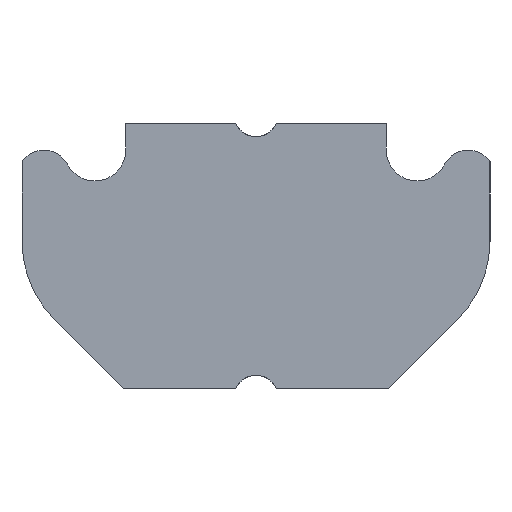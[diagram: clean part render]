
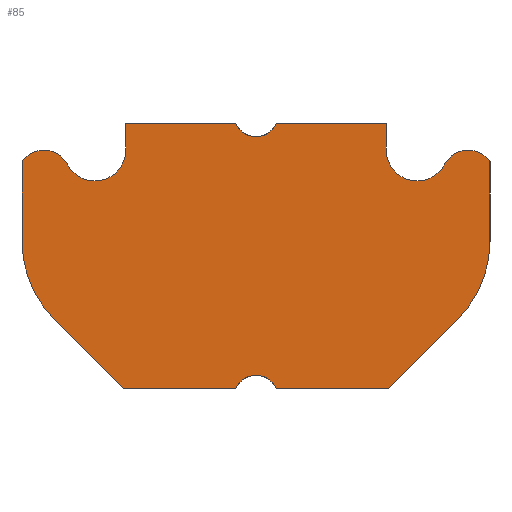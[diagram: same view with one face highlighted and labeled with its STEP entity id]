
A CAD part, left-side view. The second image highlights one B-rep face of the part: STEP entity #85.
In plain terms, the highlighted planar face has unit normal (-1, 0, 0).
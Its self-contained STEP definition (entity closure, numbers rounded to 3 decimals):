
#85 = ADVANCED_FACE( '', ( #151 ), #152, .T. );
#151 = FACE_OUTER_BOUND( '', #219, .T. );
#152 = PLANE( '', #220 );
#219 = EDGE_LOOP( '', ( #414, #415, #416, #417, #418, #419, #420, #421, #422, #423, #424, #425, #426, #427, #428, #429, #430, #431, #432 ) );
#220 = AXIS2_PLACEMENT_3D( '', #433, #434, #435 );
#414 = ORIENTED_EDGE( '', *, *, #645, .T. );
#415 = ORIENTED_EDGE( '', *, *, #615, .T. );
#416 = ORIENTED_EDGE( '', *, *, #654, .T. );
#417 = ORIENTED_EDGE( '', *, *, #647, .T. );
#418 = ORIENTED_EDGE( '', *, *, #600, .F. );
#419 = ORIENTED_EDGE( '', *, *, #652, .T. );
#420 = ORIENTED_EDGE( '', *, *, #653, .T. );
#421 = ORIENTED_EDGE( '', *, *, #633, .T. );
#422 = ORIENTED_EDGE( '', *, *, #638, .T. );
#423 = ORIENTED_EDGE( '', *, *, #636, .T. );
#424 = ORIENTED_EDGE( '', *, *, #655, .T. );
#425 = ORIENTED_EDGE( '', *, *, #641, .F. );
#426 = ORIENTED_EDGE( '', *, *, #656, .T. );
#427 = ORIENTED_EDGE( '', *, *, #643, .T. );
#428 = ORIENTED_EDGE( '', *, *, #657, .F. );
#429 = ORIENTED_EDGE( '', *, *, #608, .T. );
#430 = ORIENTED_EDGE( '', *, *, #658, .T. );
#431 = ORIENTED_EDGE( '', *, *, #659, .F. );
#432 = ORIENTED_EDGE( '', *, *, #660, .F. );
#433 = CARTESIAN_POINT( '', ( 0., -5.3, 3. ) );
#434 = DIRECTION( '', ( -1., 0., 0. ) );
#435 = DIRECTION( '', ( 0., -1., 0. ) );
#600 = EDGE_CURVE( '', #689, #687, #691, .T. );
#608 = EDGE_CURVE( '', #704, #702, #705, .T. );
#615 = EDGE_CURVE( '', #716, #714, #717, .T. );
#633 = EDGE_CURVE( '', #748, #746, #749, .T. );
#636 = EDGE_CURVE( '', #753, #751, #754, .T. );
#638 = EDGE_CURVE( '', #746, #753, #756, .T. );
#641 = EDGE_CURVE( '', #759, #757, #761, .T. );
#643 = EDGE_CURVE( '', #764, #762, #765, .T. );
#645 = EDGE_CURVE( '', #767, #716, #768, .T. );
#647 = EDGE_CURVE( '', #770, #687, #771, .T. );
#652 = EDGE_CURVE( '', #689, #775, #777, .T. );
#653 = EDGE_CURVE( '', #775, #748, #778, .T. );
#654 = EDGE_CURVE( '', #714, #770, #779, .T. );
#655 = EDGE_CURVE( '', #751, #757, #780, .T. );
#656 = EDGE_CURVE( '', #759, #764, #781, .T. );
#657 = EDGE_CURVE( '', #704, #762, #782, .T. );
#658 = EDGE_CURVE( '', #702, #783, #784, .T. );
#659 = EDGE_CURVE( '', #785, #783, #786, .T. );
#660 = EDGE_CURVE( '', #767, #785, #787, .T. );
#687 = VERTEX_POINT( '', #790 );
#689 = VERTEX_POINT( '', #793 );
#691 = CIRCLE( '', #796, 0.5 );
#702 = VERTEX_POINT( '', #812 );
#704 = VERTEX_POINT( '', #815 );
#705 = LINE( '', #816, #817 );
#714 = VERTEX_POINT( '', #829 );
#716 = VERTEX_POINT( '', #832 );
#717 = CIRCLE( '', #833, 2.5 );
#746 = VERTEX_POINT( '', #873 );
#748 = VERTEX_POINT( '', #876 );
#749 = CIRCLE( '', #877, 2.5 );
#751 = VERTEX_POINT( '', #880 );
#753 = VERTEX_POINT( '', #883 );
#754 = LINE( '', #884, #885 );
#756 = LINE( '', #888, #889 );
#757 = VERTEX_POINT( '', #890 );
#759 = VERTEX_POINT( '', #893 );
#761 = CIRCLE( '', #896, 0.7 );
#762 = VERTEX_POINT( '', #897 );
#764 = VERTEX_POINT( '', #900 );
#765 = LINE( '', #901, #902 );
#767 = VERTEX_POINT( '', #905 );
#768 = LINE( '', #906, #907 );
#770 = VERTEX_POINT( '', #910 );
#771 = LINE( '', #911, #912 );
#775 = VERTEX_POINT( '', #919 );
#777 = LINE( '', #922, #923 );
#778 = LINE( '', #924, #925 );
#779 = LINE( '', #926, #927 );
#780 = CIRCLE( '', #928, 0.6 );
#781 = LINE( '', #929, #930 );
#782 = CIRCLE( '', #931, 0.5 );
#783 = VERTEX_POINT( '', #932 );
#784 = LINE( '', #933, #934 );
#785 = VERTEX_POINT( '', #935 );
#786 = CIRCLE( '', #936, 0.7 );
#787 = CIRCLE( '', #937, 0.6 );
#790 = CARTESIAN_POINT( '', ( 0., 0.458, -3. ) );
#793 = CARTESIAN_POINT( '', ( 0., -0.458, -3. ) );
#796 = AXIS2_PLACEMENT_3D( '', #944, #945, #946 );
#812 = CARTESIAN_POINT( '', ( 0., 2.95, 3. ) );
#815 = CARTESIAN_POINT( '', ( 0., 0.458, 3. ) );
#816 = CARTESIAN_POINT( '', ( 0., -5.3, 3. ) );
#817 = VECTOR( '', #956, 1000. );
#829 = CARTESIAN_POINT( '', ( 0., 4.568, -1.432 ) );
#832 = CARTESIAN_POINT( '', ( 0., 5.3, 0.336 ) );
#833 = AXIS2_PLACEMENT_3D( '', #967, #968, #969 );
#873 = CARTESIAN_POINT( '', ( 0., -5.3, 0.336 ) );
#876 = CARTESIAN_POINT( '', ( 0., -4.568, -1.432 ) );
#877 = AXIS2_PLACEMENT_3D( '', #997, #998, #999 );
#880 = CARTESIAN_POINT( '', ( 0., -5.3, 2.132 ) );
#883 = CARTESIAN_POINT( '', ( 0., -5.3, 2.132 ) );
#884 = CARTESIAN_POINT( '', ( 0., -5.3, 2.132 ) );
#885 = VECTOR( '', #1002, 1000. );
#888 = CARTESIAN_POINT( '', ( 0., -5.3, -3. ) );
#889 = VECTOR( '', #1004, 1000. );
#890 = CARTESIAN_POINT( '', ( 0., -4.289, 2.115 ) );
#893 = CARTESIAN_POINT( '', ( 0., -2.95, 2.4 ) );
#896 = AXIS2_PLACEMENT_3D( '', #1007, #1008, #1009 );
#897 = CARTESIAN_POINT( '', ( 0., -0.458, 3. ) );
#900 = CARTESIAN_POINT( '', ( 0., -2.95, 3. ) );
#901 = CARTESIAN_POINT( '', ( 0., -5.3, 3. ) );
#902 = VECTOR( '', #1011, 1000. );
#905 = CARTESIAN_POINT( '', ( 0., 5.3, 2.132 ) );
#906 = CARTESIAN_POINT( '', ( 0., 5.3, 3. ) );
#907 = VECTOR( '', #1013, 1000. );
#910 = CARTESIAN_POINT( '', ( 0., 3., -3. ) );
#911 = CARTESIAN_POINT( '', ( 0., 5.3, -3. ) );
#912 = VECTOR( '', #1015, 1000. );
#919 = CARTESIAN_POINT( '', ( 0., -3., -3. ) );
#922 = CARTESIAN_POINT( '', ( 0., 5.3, -3. ) );
#923 = VECTOR( '', #1020, 1000. );
#924 = CARTESIAN_POINT( '', ( 0., -3., -3. ) );
#925 = VECTOR( '', #1021, 1000. );
#926 = CARTESIAN_POINT( '', ( 0., 1.85, -4.15 ) );
#927 = VECTOR( '', #1022, 1000. );
#928 = AXIS2_PLACEMENT_3D( '', #1023, #1024, #1025 );
#929 = CARTESIAN_POINT( '', ( 0., -2.95, 4.001 ) );
#930 = VECTOR( '', #1026, 1000. );
#931 = AXIS2_PLACEMENT_3D( '', #1027, #1028, #1029 );
#932 = CARTESIAN_POINT( '', ( 0., 2.95, 2.4 ) );
#933 = CARTESIAN_POINT( '', ( 0., 2.95, 2.4 ) );
#934 = VECTOR( '', #1030, 1000. );
#935 = CARTESIAN_POINT( '', ( 0., 4.289, 2.115 ) );
#936 = AXIS2_PLACEMENT_3D( '', #1031, #1032, #1033 );
#937 = AXIS2_PLACEMENT_3D( '', #1034, #1035, #1036 );
#944 = CARTESIAN_POINT( '', ( 0., 0., -3.2 ) );
#945 = DIRECTION( '', ( -1., 0., 0. ) );
#946 = DIRECTION( '', ( 0., -1., 0. ) );
#956 = DIRECTION( '', ( 0., 1., 0. ) );
#967 = CARTESIAN_POINT( '', ( 0., 2.8, 0.336 ) );
#968 = DIRECTION( '', ( -1., 0., 0. ) );
#969 = DIRECTION( '', ( 0., -1., 0. ) );
#997 = CARTESIAN_POINT( '', ( 0., -2.8, 0.336 ) );
#998 = DIRECTION( '', ( -1., 0., 0. ) );
#999 = DIRECTION( '', ( 0., -1., 0. ) );
#1002 = DIRECTION( '', ( 0., 0.569, -0.822 ) );
#1004 = DIRECTION( '', ( 0., 0., 1. ) );
#1007 = CARTESIAN_POINT( '', ( 0., -3.65, 2.4 ) );
#1008 = DIRECTION( '', ( -1., 0., 0. ) );
#1009 = DIRECTION( '', ( 0., -1., 0. ) );
#1011 = DIRECTION( '', ( 0., 1., 0. ) );
#1013 = DIRECTION( '', ( 0., 0., -1. ) );
#1015 = DIRECTION( '', ( 0., -1., 0. ) );
#1020 = DIRECTION( '', ( 0., -1., 0. ) );
#1021 = DIRECTION( '', ( 0., -0.707, 0.707 ) );
#1022 = DIRECTION( '', ( 0., -0.707, -0.707 ) );
#1023 = CARTESIAN_POINT( '', ( 0., -4.8, 1.8 ) );
#1024 = DIRECTION( '', ( -1., 0., 0. ) );
#1025 = DIRECTION( '', ( 0., -1., 0. ) );
#1026 = DIRECTION( '', ( 0., 0., 1. ) );
#1027 = CARTESIAN_POINT( '', ( 0., 0., 3.2 ) );
#1028 = DIRECTION( '', ( -1., 0., 0. ) );
#1029 = DIRECTION( '', ( 0., -1., 0. ) );
#1030 = DIRECTION( '', ( 0., 0., -1. ) );
#1031 = CARTESIAN_POINT( '', ( 0., 3.65, 2.4 ) );
#1032 = DIRECTION( '', ( -1., 0., 0. ) );
#1033 = DIRECTION( '', ( 0., -1., 0. ) );
#1034 = CARTESIAN_POINT( '', ( 0., 4.8, 1.8 ) );
#1035 = DIRECTION( '', ( 1., 0., 0. ) );
#1036 = DIRECTION( '', ( 0., -1., 0. ) );
